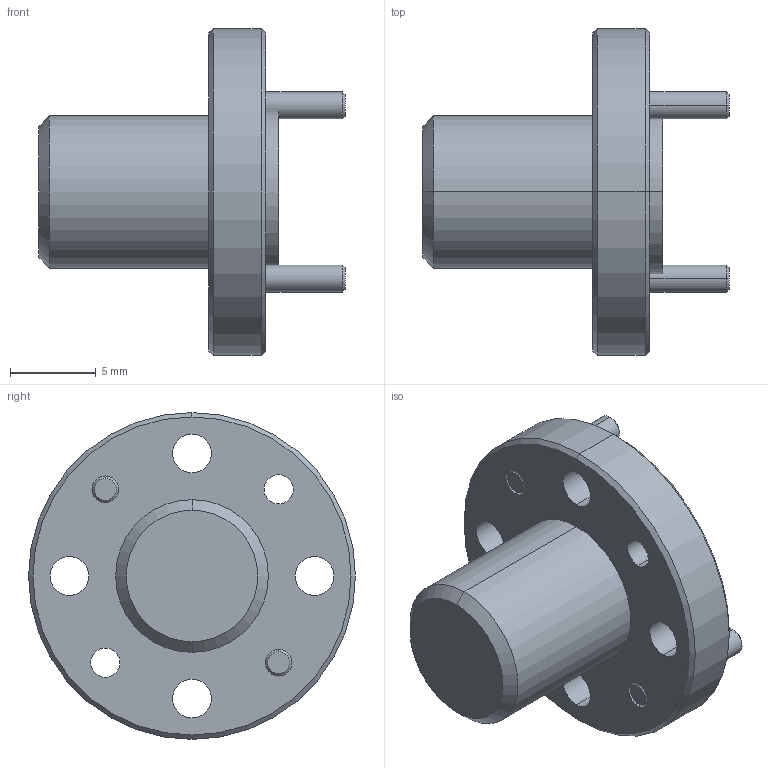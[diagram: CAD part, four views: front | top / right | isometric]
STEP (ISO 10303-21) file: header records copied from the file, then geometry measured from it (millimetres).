
FILE_DESCRIPTION (( 'STEP AP203' ), '1' );
FILE_NAME ('SAC-1533-10-S2.STEP', '2018-08-23T15:51:12', ( '' ), ( '' ), 'SwSTEP 2.0', 'SolidWorks 2016', '' );
FILE_SCHEMA (( 'CONFIG_CONTROL_DESIGN' ));
Length unit declared in the file: inch
Products named in the file (1): SAC-1533-10-S2
Bounding box: 17.84 x 19.05 x 19.05 mm (x, y, z)
Volume: 1540.3 mm3; surface area: 1245.5 mm2
Topology: 3 solids, 3 shells, 73 faces, 158 edges, 98 vertices
Faces by surface type: cylinder 34, cone 22, plane 17
Entity records: 2113 total; most frequent: DIRECTION 396, CARTESIAN_POINT 330, ORIENTED_EDGE 316, AXIS2_PLACEMENT_3D 164, EDGE_CURVE 158, VERTEX_POINT 98, EDGE_LOOP 96, CIRCLE 90
